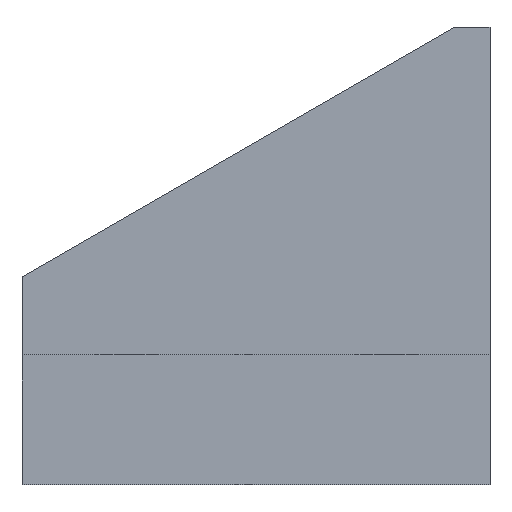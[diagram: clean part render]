
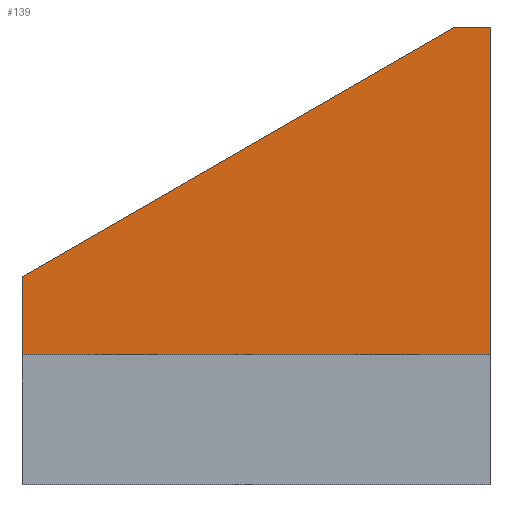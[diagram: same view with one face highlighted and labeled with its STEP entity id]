
A CAD part, front view. The second image highlights one B-rep face of the part: STEP entity #139.
In plain terms, the highlighted planar face has unit normal (0, -1, 0).
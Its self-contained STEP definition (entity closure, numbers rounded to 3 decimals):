
#139=ADVANCED_FACE('',(#345),#346,.T.);
#145=EDGE_CURVE('',#299,#159,#352,.T.);
#149=EDGE_CURVE('',#159,#233,#356,.T.);
#159=VERTEX_POINT('',#367);
#189=VERTEX_POINT('',#405);
#213=EDGE_CURVE('',#189,#299,#430,.T.);
#233=VERTEX_POINT('',#452);
#235=EDGE_CURVE('',#285,#233,#454,.T.);
#285=VERTEX_POINT('',#515);
#299=VERTEX_POINT('',#530);
#305=EDGE_CURVE('',#285,#189,#536,.T.);
#345=FACE_OUTER_BOUND('',#576,.T.);
#346=PLANE('',#577);
#352=LINE('',#583,#584);
#356=LINE('',#590,#591);
#367=CARTESIAN_POINT('',(20.0,15.0,88.0));
#405=CARTESIAN_POINT('',(-70.0,15.0,40.0));
#430=LINE('',#696,#697);
#452=CARTESIAN_POINT('',(20.0,15.0,25.0));
#454=LINE('',#725,#726);
#515=CARTESIAN_POINT('',(-70.0,15.0,25.0));
#530=CARTESIAN_POINT('',(13.138,15.0,88.0));
#536=LINE('',#828,#829);
#576=EDGE_LOOP('',(#840,#841,#842,#843,#844));
#577=AXIS2_PLACEMENT_3D('',#845,#846,#847);
#583=CARTESIAN_POINT('',(-2.025,15.0,88.0));
#584=VECTOR('',#849,1.0);
#590=CARTESIAN_POINT('',(20.0,15.0,68.08));
#591=VECTOR('',#853,1.0);
#696=CARTESIAN_POINT('',(-48.429,15.0,52.454));
#697=VECTOR('',#948,1.0);
#725=CARTESIAN_POINT('',(-70.0,15.0,25.0));
#726=VECTOR('',#969,1.0);
#828=CARTESIAN_POINT('',(-70.0,15.0,24.08));
#829=VECTOR('',#1074,1.0);
#840=ORIENTED_EDGE('',*,*,#145,.F.);
#841=ORIENTED_EDGE('',*,*,#213,.F.);
#842=ORIENTED_EDGE('',*,*,#305,.F.);
#843=ORIENTED_EDGE('',*,*,#235,.T.);
#844=ORIENTED_EDGE('',*,*,#149,.F.);
#845=CARTESIAN_POINT('',(-17.188,15.0,48.16));
#846=DIRECTION('',(0.0,-1.0,0.0));
#847=DIRECTION('',(1.0,0.0,0.0));
#849=DIRECTION('',(1.0,0.0,0.0));
#853=DIRECTION('',(0.0,0.0,-1.0));
#948=DIRECTION('',(0.866,0.0,0.5));
#969=DIRECTION('',(1.0,0.0,0.0));
#1074=DIRECTION('',(0.0,0.0,1.0));
